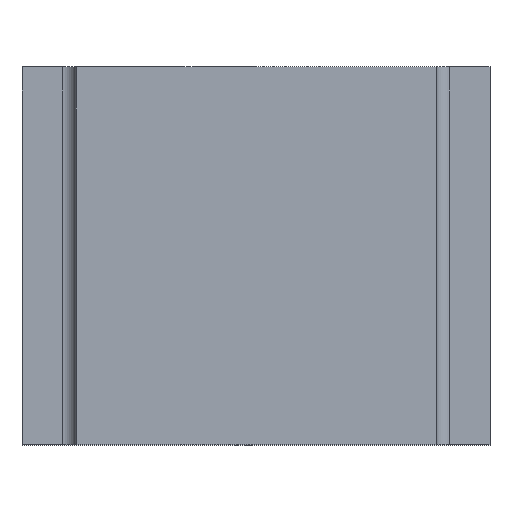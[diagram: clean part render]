
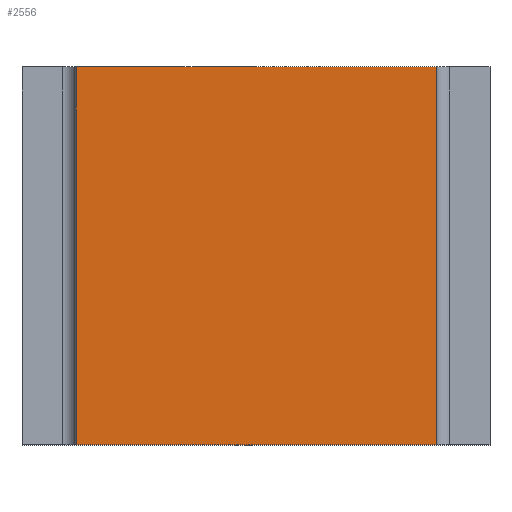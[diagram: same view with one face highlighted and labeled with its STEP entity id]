
A CAD part, top view. The second image highlights one B-rep face of the part: STEP entity #2556.
In plain terms, the highlighted face is planar.
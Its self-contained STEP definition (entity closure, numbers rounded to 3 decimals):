
#355=ORIENTED_EDGE('',*,*,#646,.T.);
#356=ORIENTED_EDGE('',*,*,#720,.F.);
#357=ORIENTED_EDGE('',*,*,#642,.T.);
#358=ORIENTED_EDGE('',*,*,#707,.F.);
#642=EDGE_CURVE('',#845,#847,#1013,.T.);
#646=EDGE_CURVE('',#849,#851,#1017,.T.);
#707=EDGE_CURVE('',#849,#847,#1049,.T.);
#720=EDGE_CURVE('',#845,#851,#1060,.T.);
#845=VERTEX_POINT('',#3181);
#847=VERTEX_POINT('',#3185);
#849=VERTEX_POINT('',#3190);
#851=VERTEX_POINT('',#3194);
#1013=LINE('',#3186,#1113);
#1017=LINE('',#3195,#1117);
#1049=LINE('',#3314,#1149);
#1060=LINE('',#3337,#1160);
#1113=VECTOR('',#2823,1000.);
#1117=VECTOR('',#2829,1000.);
#1149=VECTOR('',#2937,1000.);
#1160=VECTOR('',#2964,1000.);
#1239=EDGE_LOOP('',(#355,#356,#357,#358));
#1463=FACE_BOUND('',#1239,.T.);
#1660=PLANE('',#2717);
#2556=ADVANCED_FACE('',(#1463),#1660,.F.);
#2717=AXIS2_PLACEMENT_3D('',#3339,#2967,#2968);
#2823=DIRECTION('',(1.,0.,0.));
#2829=DIRECTION('',(-1.,0.,0.));
#2937=DIRECTION('',(0.,1.,0.));
#2964=DIRECTION('',(0.,-1.,0.));
#2967=DIRECTION('',(0.,0.,1.));
#2968=DIRECTION('',(1.,0.,0.));
#3181=CARTESIAN_POINT('',(-1.05,1.,-0.7));
#3185=CARTESIAN_POINT('',(1.05,1.,-0.7));
#3186=CARTESIAN_POINT('',(-1.05,1.,-0.7));
#3190=CARTESIAN_POINT('',(1.05,-1.,-0.7));
#3194=CARTESIAN_POINT('',(-1.05,-1.,-0.7));
#3195=CARTESIAN_POINT('',(3.415,-1.,-0.7));
#3314=CARTESIAN_POINT('',(1.05,-1.3,-0.7));
#3337=CARTESIAN_POINT('',(-1.05,1.3,-0.7));
#3339=CARTESIAN_POINT('',(-1.05,-1.3,-0.7));
